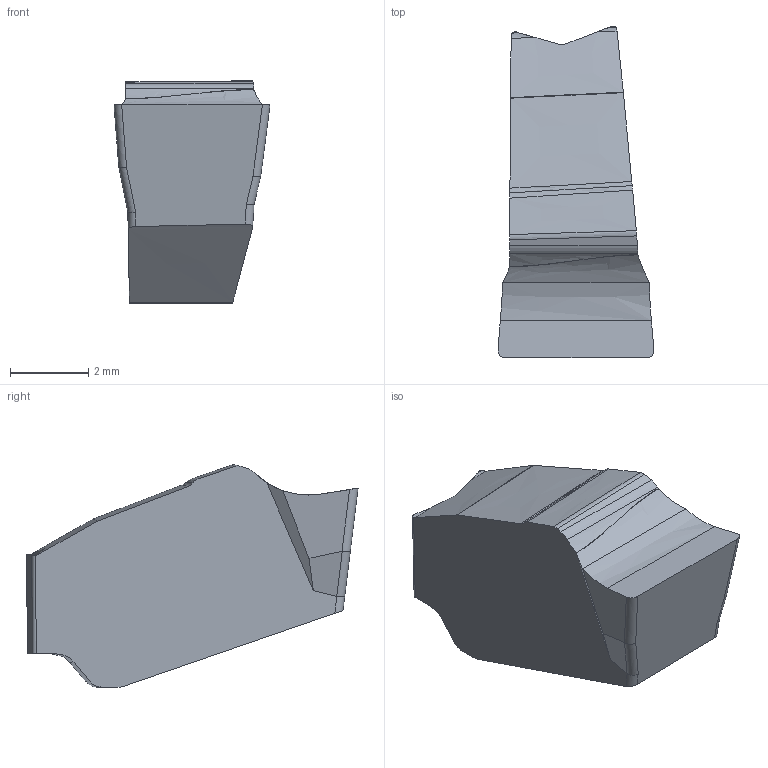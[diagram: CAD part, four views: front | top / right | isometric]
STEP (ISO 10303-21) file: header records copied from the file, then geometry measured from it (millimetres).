
FILE_DESCRIPTION(/* description */ (''),/* implementation_level */ '2;1');
FILE_NAME(/* name */ 'aaa340354_a.stp',/* time_stamp */ '2019-10-04T14:43:24+02:00',/* author */ (''),/* organization */ ('SMS'),/* preprocessor_version */ 'ST-DEVELOPER v16.7',/* originating_system */ 'SIEMENS PLM Software NX 12.0',/* authorisation */ '');
FILE_SCHEMA (('AUTOMOTIVE_DESIGN { 1 0 10303 214 3 1 1 1 }'));
Length unit declared in the file: millimetre
Products named in the file (1): AAA340354_A
Bounding box: 4 x 8.51 x 5.7 mm (x, y, z)
Volume: 96.4 mm3; surface area: 136.2 mm2
Topology: 1 solids, 1 shells, 44 faces, 125 edges, 84 vertices
Faces by surface type: bspline 20, plane 15, cylinder 9
Entity records: 2047 total; most frequent: CARTESIAN_POINT 1077, ORIENTED_EDGE 246, DIRECTION 130, EDGE_CURVE 123, VERTEX_POINT 81, ADVANCED_FACE 44, FACE_OUTER_BOUND 44, EDGE_LOOP 44
